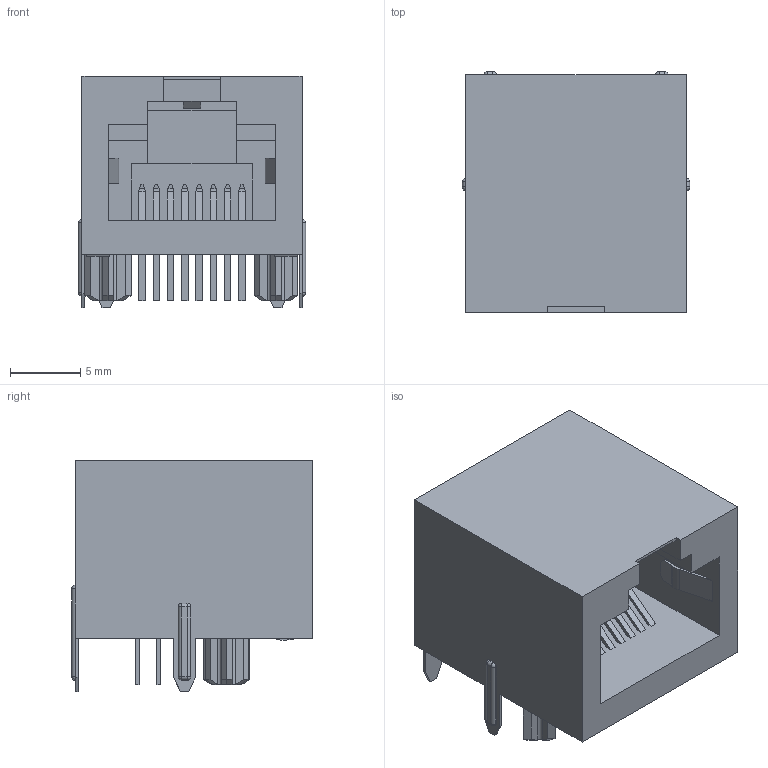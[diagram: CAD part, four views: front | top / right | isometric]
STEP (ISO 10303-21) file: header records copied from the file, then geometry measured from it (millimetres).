
FILE_DESCRIPTION(('STEP AP203'),'1');
FILE_NAME('1091946.stp','2023-09-12T16:02:25',('TraceParts'),('TraceParts S.A.'),'Spatial InterOp 3D',' ',' ');
FILE_SCHEMA(('CONFIG_CONTROL_DESIGN'));
Length unit declared in the file: millimetre
Products named in the file (1): 1
Bounding box: 16.17 x 17.12 x 16.46 mm (x, y, z)
Volume: 2199 mm3; surface area: 2165.9 mm2
Topology: 1 solids, 1 shells, 343 faces, 912 edges, 600 vertices
Faces by surface type: plane 267, cylinder 60, torus 16
Entity records: 11388 total; most frequent: CARTESIAN_POINT 2694, ORIENTED_EDGE 1824, DIRECTION 1728, EDGE_CURVE 912, LINE 752, VECTOR 752, VERTEX_POINT 600, AXIS2_PLACEMENT_3D 488
